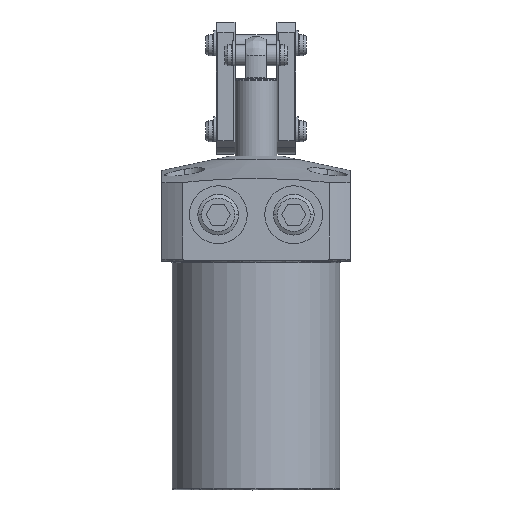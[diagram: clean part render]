
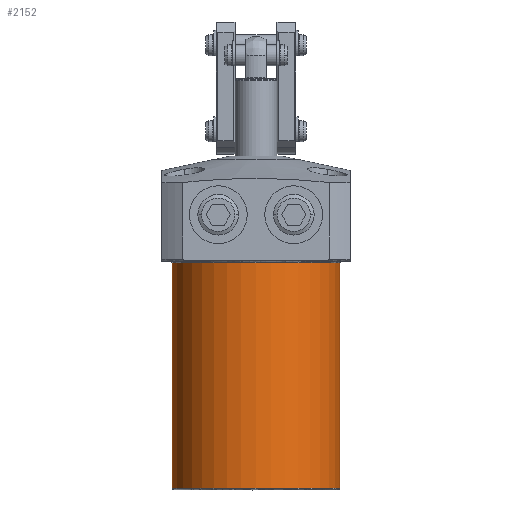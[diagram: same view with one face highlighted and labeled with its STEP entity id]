
A CAD part, top view. The second image highlights one B-rep face of the part: STEP entity #2152.
In plain terms, the highlighted cylindrical face has radius 20 mm (diameter 40 mm), a partial arc.
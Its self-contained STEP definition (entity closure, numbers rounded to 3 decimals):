
#26 = LINE ( 'NONE', #6073, #36 ) ;
#36 = VECTOR ( 'NONE', #6077, 1000. ) ;
#596 = EDGE_CURVE ( 'NONE', #10519, #10588, #843, .T. ) ;
#629 = EDGE_CURVE ( 'NONE', #10535, #10575, #732, .T. ) ;
#732 = CIRCLE ( 'NONE', #2281, 20. ) ;
#843 = CIRCLE ( 'NONE', #5171, 20. ) ;
#1237 = EDGE_LOOP ( 'NONE', ( #10321, #10322, #10323, #10324 ) ) ;
#2152 = ADVANCED_FACE ( 'NONE', ( #10816 ), #11102, .T. ) ;
#2281 = AXIS2_PLACEMENT_3D ( 'NONE', #6465, #6464, #6463 ) ;
#2765 = AXIS2_PLACEMENT_3D ( 'NONE', #4023, #4007, #4001 ) ;
#3220 = EDGE_CURVE ( 'NONE', #10519, #10575, #7927, .T. ) ;
#4001 = DIRECTION ( 'NONE',  ( -1., 0., 0. ) ) ;
#4007 = DIRECTION ( 'NONE',  ( 0., 1., 0. ) ) ;
#4023 = CARTESIAN_POINT ( 'NONE',  ( 0., 0., 0. ) ) ;
#4576 = CARTESIAN_POINT ( 'NONE',  ( -20., 0., 0. ) ) ;
#4587 = DIRECTION ( 'NONE',  ( 0., 1., 0. ) ) ;
#5171 = AXIS2_PLACEMENT_3D ( 'NONE', #6732, #6730, #6728 ) ;
#5864 = CARTESIAN_POINT ( 'NONE',  ( -20., -78.3, 0. ) ) ;
#5880 = CARTESIAN_POINT ( 'NONE',  ( 20., -24.6, 0. ) ) ;
#5914 = CARTESIAN_POINT ( 'NONE',  ( -20., -24.6, 0. ) ) ;
#5924 = CARTESIAN_POINT ( 'NONE',  ( 20., -78.3, 0. ) ) ;
#6073 = CARTESIAN_POINT ( 'NONE',  ( 20., 0., 0. ) ) ;
#6077 = DIRECTION ( 'NONE',  ( 0., 1., 0. ) ) ;
#6463 = DIRECTION ( 'NONE',  ( -1., 0., 0. ) ) ;
#6464 = DIRECTION ( 'NONE',  ( 0., -1., 0. ) ) ;
#6465 = CARTESIAN_POINT ( 'NONE',  ( 0., -24.6, 0. ) ) ;
#6728 = DIRECTION ( 'NONE',  ( -1., 0., 0. ) ) ;
#6730 = DIRECTION ( 'NONE',  ( 0., 1., 0. ) ) ;
#6732 = CARTESIAN_POINT ( 'NONE',  ( 0., -78.3, 0. ) ) ;
#7927 = LINE ( 'NONE', #4576, #7936 ) ;
#7936 = VECTOR ( 'NONE', #4587, 1000. ) ;
#10321 = ORIENTED_EDGE ( 'NONE', *, *, #596, .T. ) ;
#10322 = ORIENTED_EDGE ( 'NONE', *, *, #12164, .T. ) ;
#10323 = ORIENTED_EDGE ( 'NONE', *, *, #629, .T. ) ;
#10324 = ORIENTED_EDGE ( 'NONE', *, *, #3220, .F. ) ;
#10519 = VERTEX_POINT ( 'NONE', #5864 ) ;
#10535 = VERTEX_POINT ( 'NONE', #5880 ) ;
#10575 = VERTEX_POINT ( 'NONE', #5914 ) ;
#10588 = VERTEX_POINT ( 'NONE', #5924 ) ;
#10816 = FACE_OUTER_BOUND ( 'NONE', #1237, .T. ) ;
#11102 = CYLINDRICAL_SURFACE ( 'NONE', #2765, 20. ) ;
#12164 = EDGE_CURVE ( 'NONE', #10588, #10535, #26, .T. ) ;
